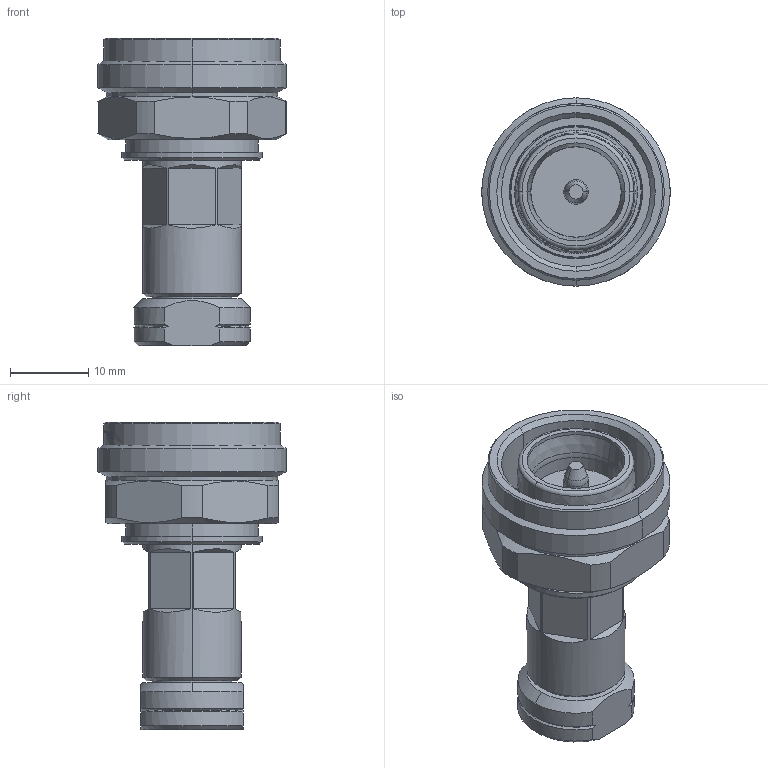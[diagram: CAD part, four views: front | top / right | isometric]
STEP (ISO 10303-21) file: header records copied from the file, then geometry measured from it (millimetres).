
FILE_DESCRIPTION (( 'STEP AP214' ), '1' );
FILE_NAME ('J01440A0041.STEP', '2021-01-11T06:47:37', ( '' ), ( '' ), 'SwSTEP 2.0', 'SolidWorks 2020', '' );
FILE_SCHEMA (( 'AUTOMOTIVE_DESIGN' ));
Length unit declared in the file: millimetre
Products named in the file (1): J01440A0041
Bounding box: 24 x 24 x 39.15 mm (x, y, z)
Volume: 7060.6 mm3; surface area: 5671.8 mm2
Topology: 3 solids, 3 shells, 353 faces, 865 edges, 551 vertices
Faces by surface type: plane 109, bspline 91, cylinder 84, cone 51, torus 18
Entity records: 20983 total; most frequent: CARTESIAN_POINT 9405, ORIENTED_EDGE 1730, DIRECTION 1347, EDGE_CURVE 865, VERTEX_POINT 551, AXIS2_PLACEMENT_3D 540, EDGE_LOOP 394, UNCERTAINTY_MEASURE_WITH_UNIT 358
